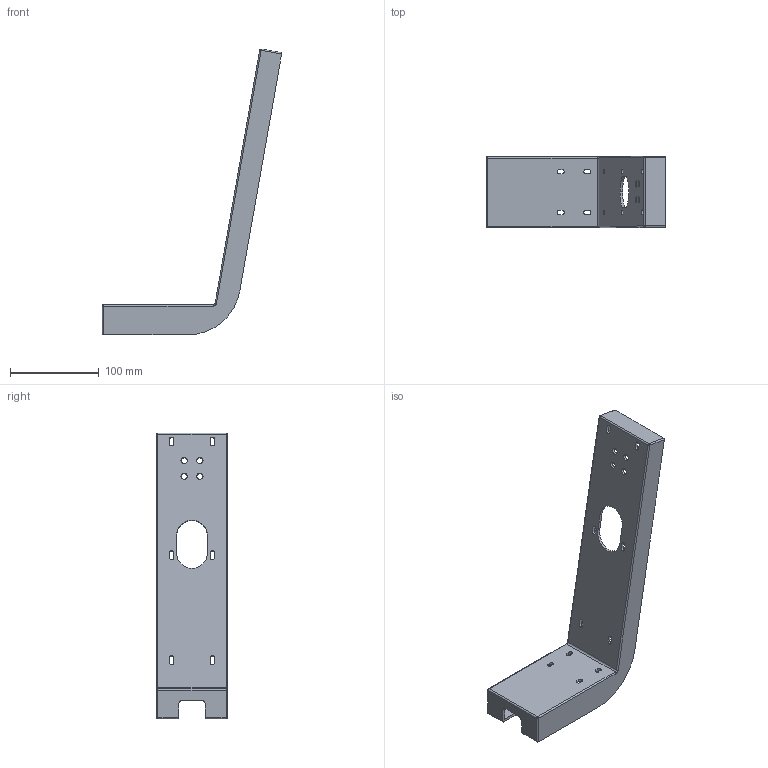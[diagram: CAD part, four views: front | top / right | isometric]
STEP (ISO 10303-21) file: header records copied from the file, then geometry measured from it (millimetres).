
FILE_DESCRIPTION (( 'STEP AP203' ), '1' );
FILE_NAME ('MS001-B.05.008JS.1.1 珆尨ん盓殤鍼踢.step', '2021-08-27T10:52:27', ( 'Windows User' ), ( 'P R C' ), 'SwSTEP 2.0', 'SolidWorks 2016', '' );
FILE_SCHEMA (( 'CONFIG_CONTROL_DESIGN' ));
Length unit declared in the file: millimetre
Products named in the file (1): MS001-B.05.008JS.1.1 珆尨ん盓殤鍼踢
Bounding box: 202.41 x 80 x 322.05 mm (x, y, z)
Volume: 173884.7 mm3; surface area: 122216.8 mm2
Topology: 1 solids, 1 shells, 145 faces, 403 edges, 252 vertices
Faces by surface type: cylinder 77, plane 46, cone 12, bspline 10
Entity records: 4878 total; most frequent: CARTESIAN_POINT 955, DIRECTION 833, ORIENTED_EDGE 790, EDGE_CURVE 395, AXIS2_PLACEMENT_3D 306, VERTEX_POINT 252, VECTOR 221, LINE 221
